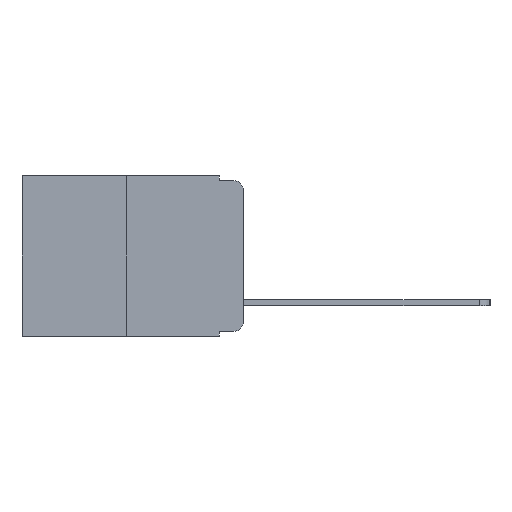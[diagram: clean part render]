
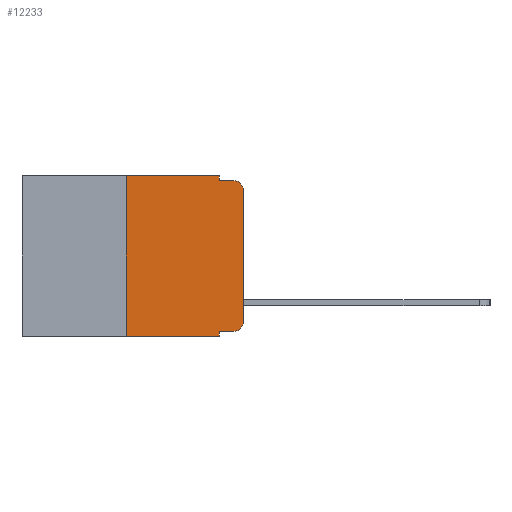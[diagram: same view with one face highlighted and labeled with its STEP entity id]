
A CAD part, left-side view. The second image highlights one B-rep face of the part: STEP entity #12233.
In plain terms, the highlighted planar face has unit normal (-1, 0, 0).
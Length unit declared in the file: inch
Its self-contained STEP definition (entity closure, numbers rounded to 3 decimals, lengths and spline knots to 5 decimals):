
#66 = CIRCLE ( 'NONE', #11548, 0.02 ) ;
#345 = EDGE_CURVE ( 'NONE', #6266, #2771, #10845, .T. ) ;
#371 = DIRECTION ( 'NONE',  ( 0., -1., 0. ) ) ;
#579 = LINE ( 'NONE', #3070, #5835 ) ;
#635 = CARTESIAN_POINT ( 'NONE',  ( 0., 0.02, -0.01 ) ) ;
#637 = ORIENTED_EDGE ( 'NONE', *, *, #11052, .F. ) ;
#698 = AXIS2_PLACEMENT_3D ( 'NONE', #12350, #6778, #935 ) ;
#935 = DIRECTION ( 'NONE',  ( 0., 0., -1. ) ) ;
#973 = EDGE_CURVE ( 'NONE', #4548, #8331, #12434, .T. ) ;
#987 = ORIENTED_EDGE ( 'NONE', *, *, #9328, .F. ) ;
#1071 = LINE ( 'NONE', #8397, #8508 ) ;
#1109 = DIRECTION ( 'NONE',  ( 0., -1., 0. ) ) ;
#1145 = VERTEX_POINT ( 'NONE', #11491 ) ;
#1151 = ORIENTED_EDGE ( 'NONE', *, *, #5834, .T. ) ;
#1317 = ORIENTED_EDGE ( 'NONE', *, *, #973, .T. ) ;
#1410 = DIRECTION ( 'NONE',  ( 0., -1., 0. ) ) ;
#1582 = VERTEX_POINT ( 'NONE', #9481 ) ;
#1662 = CARTESIAN_POINT ( 'NONE',  ( 0., 0., -0.313 ) ) ;
#1786 = DIRECTION ( 'NONE',  ( -1., 0., 0. ) ) ;
#2185 = EDGE_CURVE ( 'NONE', #5849, #7932, #66, .T. ) ;
#2242 = VERTEX_POINT ( 'NONE', #10369 ) ;
#2269 = CARTESIAN_POINT ( 'NONE',  ( 0., 0.02, -0.313 ) ) ;
#2344 = FACE_OUTER_BOUND ( 'NONE', #7265, .T. ) ;
#2727 = DIRECTION ( 'NONE',  ( 0., 0., -1. ) ) ;
#2771 = VERTEX_POINT ( 'NONE', #1662 ) ;
#2950 = PLANE ( 'NONE',  #698 ) ;
#3057 = ORIENTED_EDGE ( 'NONE', *, *, #10396, .F. ) ;
#3070 = CARTESIAN_POINT ( 'NONE',  ( 0., 0.051, 0. ) ) ;
#3132 = VECTOR ( 'NONE', #1109, 39.37008 ) ;
#3731 = CARTESIAN_POINT ( 'NONE',  ( 0., 0.02, -0.333 ) ) ;
#4000 = VERTEX_POINT ( 'NONE', #5488 ) ;
#4032 = DIRECTION ( 'NONE',  ( 0., 0., -1. ) ) ;
#4547 = VECTOR ( 'NONE', #6991, 39.37008 ) ;
#4548 = VERTEX_POINT ( 'NONE', #7726 ) ;
#4671 = DIRECTION ( 'NONE',  ( -1., 0., 0. ) ) ;
#4858 = DIRECTION ( 'NONE',  ( 0., -1., 0. ) ) ;
#5105 = CARTESIAN_POINT ( 'NONE',  ( 0., 0.25, 0. ) ) ;
#5488 = CARTESIAN_POINT ( 'NONE',  ( 0., 0.25, 0. ) ) ;
#5834 = EDGE_CURVE ( 'NONE', #2771, #5849, #6093, .T. ) ;
#5835 = VECTOR ( 'NONE', #4032, 39.37008 ) ;
#5849 = VERTEX_POINT ( 'NONE', #5938 ) ;
#5938 = CARTESIAN_POINT ( 'NONE',  ( 0., 0., -0.03 ) ) ;
#5959 = LINE ( 'NONE', #7855, #3132 ) ;
#6068 = AXIS2_PLACEMENT_3D ( 'NONE', #2269, #1786, #11313 ) ;
#6093 = LINE ( 'NONE', #10597, #10765 ) ;
#6266 = VERTEX_POINT ( 'NONE', #3731 ) ;
#6381 = EDGE_CURVE ( 'NONE', #1582, #6266, #9916, .T. ) ;
#6778 = DIRECTION ( 'NONE',  ( 1., 0., 0. ) ) ;
#6991 = DIRECTION ( 'NONE',  ( 0., 0., 1. ) ) ;
#7231 = CARTESIAN_POINT ( 'NONE',  ( 0., 0.051, -0.01 ) ) ;
#7265 = EDGE_LOOP ( 'NONE', ( #1151, #10010, #7830, #3057, #637, #987, #1317, #9021, #11733, #12024 ) ) ;
#7349 = CARTESIAN_POINT ( 'NONE',  ( 0., 0.473, -0.343 ) ) ;
#7446 = VECTOR ( 'NONE', #4858, 39.37008 ) ;
#7514 = LINE ( 'NONE', #7231, #9690 ) ;
#7726 = CARTESIAN_POINT ( 'NONE',  ( 0., 0.25, -0.343 ) ) ;
#7830 = ORIENTED_EDGE ( 'NONE', *, *, #9997, .F. ) ;
#7855 = CARTESIAN_POINT ( 'NONE',  ( 0., 0.473, 0. ) ) ;
#7932 = VERTEX_POINT ( 'NONE', #635 ) ;
#8331 = VERTEX_POINT ( 'NONE', #8432 ) ;
#8397 = CARTESIAN_POINT ( 'NONE',  ( 0., 0.051, 0. ) ) ;
#8432 = CARTESIAN_POINT ( 'NONE',  ( 0., 0.051, -0.343 ) ) ;
#8508 = VECTOR ( 'NONE', #2727, 39.37008 ) ;
#9021 = ORIENTED_EDGE ( 'NONE', *, *, #11443, .F. ) ;
#9328 = EDGE_CURVE ( 'NONE', #4548, #4000, #12005, .T. ) ;
#9481 = CARTESIAN_POINT ( 'NONE',  ( 0., 0.051, -0.333 ) ) ;
#9690 = VECTOR ( 'NONE', #1410, 39.37008 ) ;
#9916 = LINE ( 'NONE', #11398, #7446 ) ;
#9987 = VECTOR ( 'NONE', #371, 39.37008 ) ;
#9997 = EDGE_CURVE ( 'NONE', #1145, #7932, #7514, .T. ) ;
#10010 = ORIENTED_EDGE ( 'NONE', *, *, #2185, .T. ) ;
#10301 = CARTESIAN_POINT ( 'NONE',  ( 0., 0.02, -0.03 ) ) ;
#10369 = CARTESIAN_POINT ( 'NONE',  ( 0., 0.051, 0. ) ) ;
#10396 = EDGE_CURVE ( 'NONE', #2242, #1145, #579, .T. ) ;
#10597 = CARTESIAN_POINT ( 'NONE',  ( 0., 0., 0. ) ) ;
#10765 = VECTOR ( 'NONE', #12471, 39.37008 ) ;
#10845 = CIRCLE ( 'NONE', #6068, 0.02 ) ;
#11052 = EDGE_CURVE ( 'NONE', #4000, #2242, #5959, .T. ) ;
#11212 = DIRECTION ( 'NONE',  ( 0., 0., -1. ) ) ;
#11313 = DIRECTION ( 'NONE',  ( 0., 0., -1. ) ) ;
#11398 = CARTESIAN_POINT ( 'NONE',  ( 0., 0.051, -0.333 ) ) ;
#11443 = EDGE_CURVE ( 'NONE', #1582, #8331, #1071, .T. ) ;
#11491 = CARTESIAN_POINT ( 'NONE',  ( 0., 0.051, -0.01 ) ) ;
#11548 = AXIS2_PLACEMENT_3D ( 'NONE', #10301, #4671, #11212 ) ;
#11733 = ORIENTED_EDGE ( 'NONE', *, *, #6381, .T. ) ;
#12005 = LINE ( 'NONE', #5105, #4547 ) ;
#12024 = ORIENTED_EDGE ( 'NONE', *, *, #345, .T. ) ;
#12233 = ADVANCED_FACE ( 'NONE', ( #2344 ), #2950, .F. ) ;
#12350 = CARTESIAN_POINT ( 'NONE',  ( 0., 0.473, 0. ) ) ;
#12434 = LINE ( 'NONE', #7349, #9987 ) ;
#12471 = DIRECTION ( 'NONE',  ( 0., 0., 1. ) ) ;
